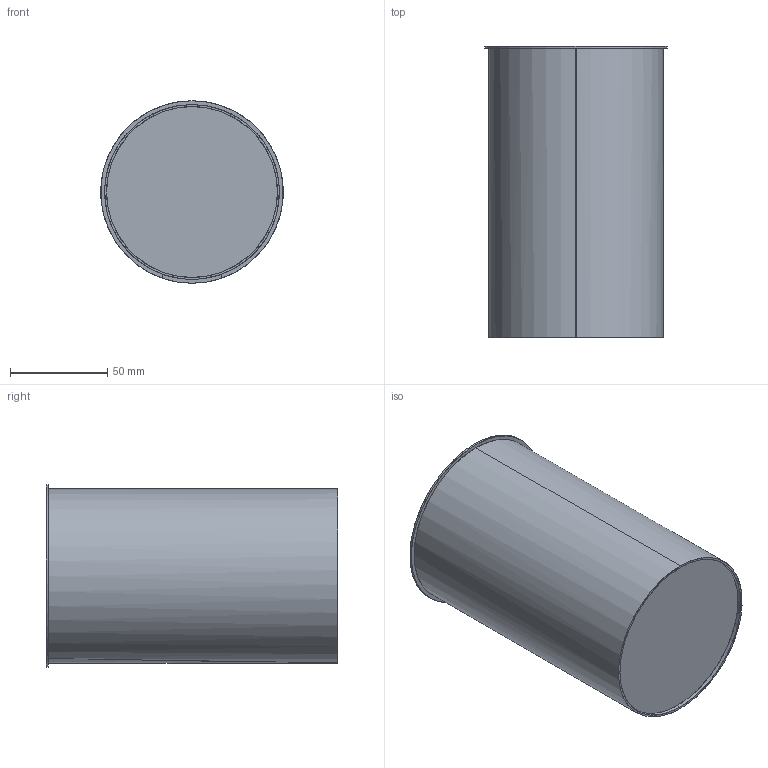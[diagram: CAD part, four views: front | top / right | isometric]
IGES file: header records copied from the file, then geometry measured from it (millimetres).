
Start section: SolidWorks IGES file using analytic representation for surfaces
Global section: file name: 0509053000 outline drawing.IGS; native system: SolidWorks 2012; preprocessor: SolidWorks 2012; author: skch; date: 140627.153747; units: millimetre
Bounding box: 93.91 x 150 x 94 mm (x, y, z)
Surface area: 57411.2 mm2 (no closed solid volume)
Topology: 0 solids, 0 shells, 16 faces, 249 edges, 249 vertices
Faces by surface type: revolution 10, bspline 6
